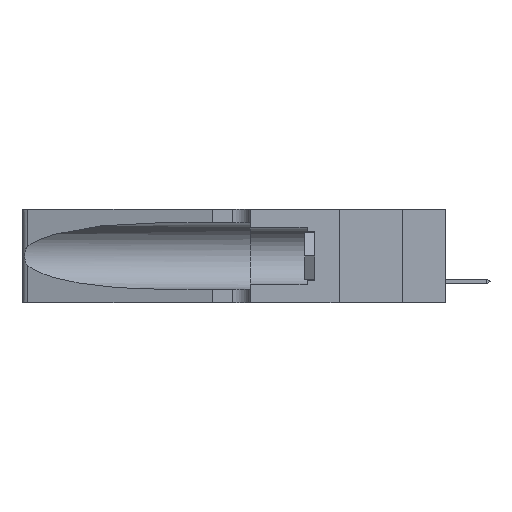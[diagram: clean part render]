
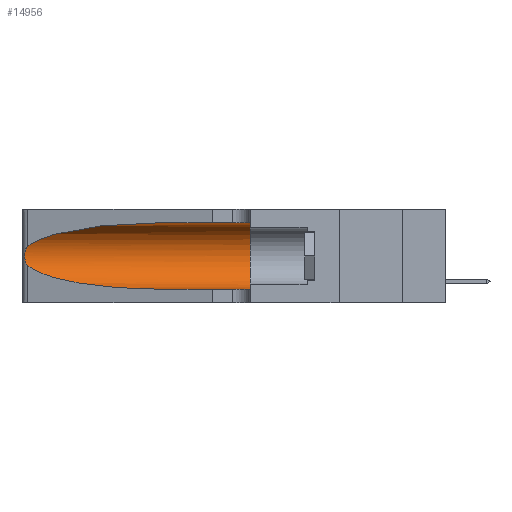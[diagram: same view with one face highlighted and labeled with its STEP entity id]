
A CAD part, left-side view. The second image highlights one B-rep face of the part: STEP entity #14956.
In plain terms, the highlighted cylindrical face has radius 3.308 mm (diameter 6.617 mm), a partial arc.
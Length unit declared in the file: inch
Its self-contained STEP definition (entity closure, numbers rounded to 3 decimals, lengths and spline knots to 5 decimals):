
#115 =( BOUNDED_CURVE ( )  B_SPLINE_CURVE ( 3, ( #6588, #17467, #17532, #14224 ),
 .UNSPECIFIED., .F., .F. ) 
 B_SPLINE_CURVE_WITH_KNOTS ( ( 4, 4 ),
 ( 1.5708, 2.84003 ),
 .UNSPECIFIED. ) 
 CURVE ( )  GEOMETRIC_REPRESENTATION_ITEM ( )  RATIONAL_B_SPLINE_CURVE ( ( 1., 0.87, 0.87, 1. ) ) 
 REPRESENTATION_ITEM ( '' )  );
#285 = CARTESIAN_POINT ( 'NONE',  ( 0.26017, 1.23833, 0.17102 ) ) ;
#1043 = CARTESIAN_POINT ( 'NONE',  ( 0.1305, 1.61858, 0.185 ) ) ;
#1260 = VERTEX_POINT ( 'NONE', #9216 ) ;
#1261 = DIRECTION ( 'NONE',  ( 0., -1., 0. ) ) ;
#1778 = LINE ( 'NONE', #4454, #18987 ) ;
#1857 = CARTESIAN_POINT ( 'NONE',  ( 0.25555, 1.22993, 0.14849 ) ) ;
#1923 = CARTESIAN_POINT ( 'NONE',  ( 0.25639, 1.23186, 0.15144 ) ) ;
#2364 = FACE_OUTER_BOUND ( 'NONE', #3533, .T. ) ;
#3533 = EDGE_LOOP ( 'NONE', ( #3694, #17722, #19462, #8494, #11780, #9718 ) ) ;
#3593 = CARTESIAN_POINT ( 'NONE',  ( 0.25487, 1.22718, 0.22369 ) ) ;
#3694 = ORIENTED_EDGE ( 'NONE', *, *, #4109, .T. ) ;
#4001 = EDGE_CURVE ( 'NONE', #10511, #12430, #7882, .T. ) ;
#4109 = EDGE_CURVE ( 'NONE', #19420, #18009, #115, .T. ) ;
#4454 = CARTESIAN_POINT ( 'NONE',  ( 0.1305, 1.61858, 0.05475 ) ) ;
#4495 = CYLINDRICAL_SURFACE ( 'NONE', #14806, 0.13025 ) ;
#4657 = CARTESIAN_POINT ( 'NONE',  ( 0.1305, 0.35, 0.185 ) ) ;
#4893 = AXIS2_PLACEMENT_3D ( 'NONE', #4657, #12593, #10675 ) ;
#5076 = CARTESIAN_POINT ( 'NONE',  ( 0.25487, 1.22718, 0.14631 ) ) ;
#5350 = CARTESIAN_POINT ( 'NONE',  ( 0.18966, 0.96281, 0.05475 ) ) ;
#5508 = CARTESIAN_POINT ( 'NONE',  ( 0.25487, 1.22718, 0.14631 ) ) ;
#6294 = EDGE_CURVE ( 'NONE', #19420, #10511, #14759, .T. ) ;
#6372 = CARTESIAN_POINT ( 'NONE',  ( 0.26018, 1.23835, 0.19895 ) ) ;
#6518 = CARTESIAN_POINT ( 'NONE',  ( 0.1305, 0.35, 0.05475 ) ) ;
#6588 = CARTESIAN_POINT ( 'NONE',  ( 0.1305, 0.72297, 0.31525 ) ) ;
#7848 = CARTESIAN_POINT ( 'NONE',  ( 0.25854, 1.2359, 0.20912 ) ) ;
#7882 = CIRCLE ( 'NONE', #4893, 0.13025 ) ;
#8241 = CARTESIAN_POINT ( 'NONE',  ( 0.1305, 0.72297, 0.05475 ) ) ;
#8494 = ORIENTED_EDGE ( 'NONE', *, *, #9384, .T. ) ;
#8571 = CARTESIAN_POINT ( 'NONE',  ( 0.1305, 0.35, 0.31525 ) ) ;
#9078 =( BOUNDED_CURVE ( )  B_SPLINE_CURVE ( 3, ( #5076, #14185, #5350, #8241 ),
 .UNSPECIFIED., .F., .F. ) 
 B_SPLINE_CURVE_WITH_KNOTS ( ( 4, 4 ),
 ( 3.44316, 4.71239 ),
 .UNSPECIFIED. ) 
 CURVE ( )  GEOMETRIC_REPRESENTATION_ITEM ( )  RATIONAL_B_SPLINE_CURVE ( ( 1., 0.87, 0.87, 1. ) ) 
 REPRESENTATION_ITEM ( '' )  );
#9216 = CARTESIAN_POINT ( 'NONE',  ( 0.1305, 0.72297, 0.05475 ) ) ;
#9384 = EDGE_CURVE ( 'NONE', #1260, #12430, #1778, .T. ) ;
#9718 = ORIENTED_EDGE ( 'NONE', *, *, #6294, .F. ) ;
#10079 = CARTESIAN_POINT ( 'NONE',  ( 0.1305, 1.61858, 0.31525 ) ) ;
#10511 = VERTEX_POINT ( 'NONE', #8571 ) ;
#10675 = DIRECTION ( 'NONE',  ( 0., 0., 1. ) ) ;
#10979 = CARTESIAN_POINT ( 'NONE',  ( 0.26075, 1.23896, 0.178 ) ) ;
#11780 = ORIENTED_EDGE ( 'NONE', *, *, #4001, .F. ) ;
#11899 = EDGE_CURVE ( 'NONE', #15014, #1260, #9078, .T. ) ;
#12181 = CARTESIAN_POINT ( 'NONE',  ( 0.1305, 0.72297, 0.31525 ) ) ;
#12430 = VERTEX_POINT ( 'NONE', #6518 ) ;
#12593 = DIRECTION ( 'NONE',  ( 0., 1., 0. ) ) ;
#13960 = CARTESIAN_POINT ( 'NONE',  ( 0.25787, 1.23484, 0.2124 ) ) ;
#14017 = CARTESIAN_POINT ( 'NONE',  ( 0.25789, 1.23486, 0.15765 ) ) ;
#14034 = B_SPLINE_CURVE_WITH_KNOTS ( 'NONE', 3,
 ( #3593, #15614, #18816, #13960, #7848, #6372, #18601, #10979, #285, #17056, #14017, #1923, #1857, #17116 ),
 .UNSPECIFIED., .F., .F.,
 ( 4, 2, 2, 2, 2, 2, 4 ),
 ( 0., 0.00027, 0.00053, 0.00107, 0.0016, 0.00187, 0.00214 ),
 .UNSPECIFIED. ) ;
#14185 = CARTESIAN_POINT ( 'NONE',  ( 0.2373, 1.15595, 0.08982 ) ) ;
#14224 = CARTESIAN_POINT ( 'NONE',  ( 0.25487, 1.22718, 0.22369 ) ) ;
#14759 = LINE ( 'NONE', #10079, #19357 ) ;
#14806 = AXIS2_PLACEMENT_3D ( 'NONE', #1043, #16323, #17663 ) ;
#14956 = ADVANCED_FACE ( 'NONE', ( #2364 ), #4495, .F. ) ;
#15014 = VERTEX_POINT ( 'NONE', #5508 ) ;
#15614 = CARTESIAN_POINT ( 'NONE',  ( 0.25555, 1.22994, 0.2215 ) ) ;
#16191 = DIRECTION ( 'NONE',  ( 0., -1., 0. ) ) ;
#16323 = DIRECTION ( 'NONE',  ( 0., -1., 0. ) ) ;
#17056 = CARTESIAN_POINT ( 'NONE',  ( 0.25856, 1.23593, 0.16098 ) ) ;
#17116 = CARTESIAN_POINT ( 'NONE',  ( 0.25487, 1.22718, 0.14631 ) ) ;
#17467 = CARTESIAN_POINT ( 'NONE',  ( 0.18966, 0.96281, 0.31525 ) ) ;
#17532 = CARTESIAN_POINT ( 'NONE',  ( 0.2373, 1.15595, 0.28018 ) ) ;
#17663 = DIRECTION ( 'NONE',  ( 0., 0., -1. ) ) ;
#17722 = ORIENTED_EDGE ( 'NONE', *, *, #19524, .T. ) ;
#18009 = VERTEX_POINT ( 'NONE', #19657 ) ;
#18601 = CARTESIAN_POINT ( 'NONE',  ( 0.26075, 1.23896, 0.19203 ) ) ;
#18816 = CARTESIAN_POINT ( 'NONE',  ( 0.25639, 1.23184, 0.21858 ) ) ;
#18987 = VECTOR ( 'NONE', #1261, 39.37008 ) ;
#19357 = VECTOR ( 'NONE', #16191, 39.37008 ) ;
#19420 = VERTEX_POINT ( 'NONE', #12181 ) ;
#19462 = ORIENTED_EDGE ( 'NONE', *, *, #11899, .T. ) ;
#19524 = EDGE_CURVE ( 'NONE', #18009, #15014, #14034, .T. ) ;
#19657 = CARTESIAN_POINT ( 'NONE',  ( 0.25487, 1.22718, 0.22369 ) ) ;
